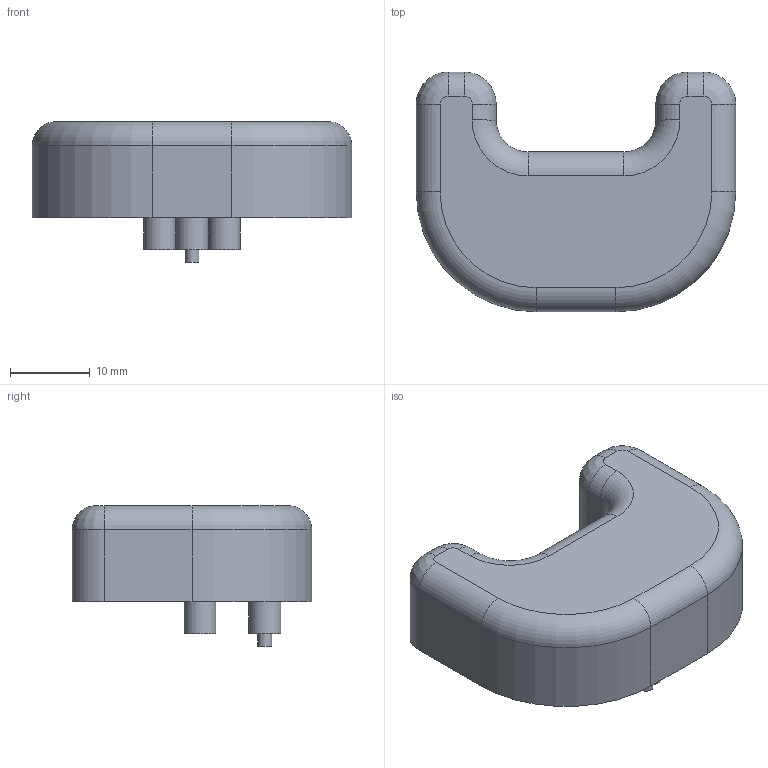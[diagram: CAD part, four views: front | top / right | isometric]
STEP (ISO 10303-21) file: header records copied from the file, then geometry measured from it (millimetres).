
FILE_DESCRIPTION(('FreeCAD Model'),'2;1');
FILE_NAME('Open CASCADE Shape Model','2021-07-02T19:17:27',('Author'),( ''),'Open CASCADE STEP processor 7.4','FreeCAD','Unknown');
FILE_SCHEMA(('AUTOMOTIVE_DESIGN_CC2 { 1 2 10303 214 -1 1 5 4 }'));
Length unit declared in the file: millimetre
Products named in the file (1): Body
Bounding box: 40 x 30 x 17.6 mm (x, y, z)
Volume: 10641.2 mm3; surface area: 3454.6 mm2
Topology: 1 solids, 1 shells, 46 faces, 98 edges, 60 vertices
Faces by surface type: cylinder 22, plane 16, revolution 4, torus 4
Full cylindrical faces by diameter (mm): 1.6 x2, 1.75 x1, 4 x3
Entity records: 1316 total; most frequent: CARTESIAN_POINT 253, DIRECTION 240, ORIENTED_EDGE 196, EDGE_CURVE 98, AXIS2_PLACEMENT_3D 95, VERTEX_POINT 60, FACE_BOUND 52, EDGE_LOOP 52
